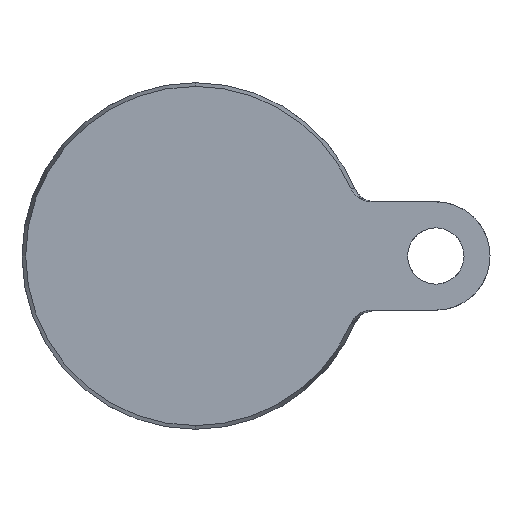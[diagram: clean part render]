
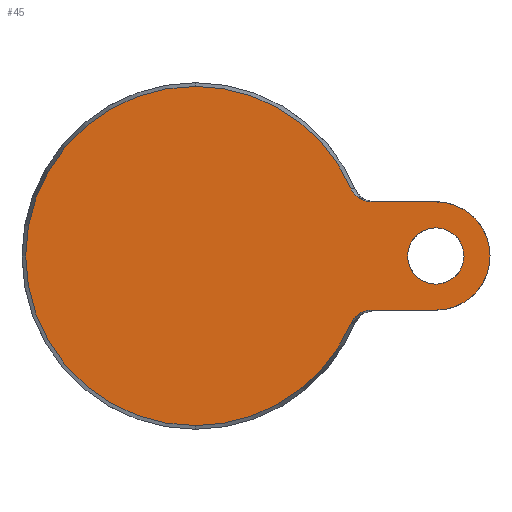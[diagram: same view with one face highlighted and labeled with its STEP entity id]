
A CAD part, front view. The second image highlights one B-rep face of the part: STEP entity #45.
In plain terms, the highlighted planar face has unit normal (0, -1, 0).
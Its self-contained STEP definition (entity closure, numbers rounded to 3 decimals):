
#8 = CARTESIAN_POINT ( 'NONE',  ( 55.5, 0., 12.5 ) ) ;
#20 = CARTESIAN_POINT ( 'NONE',  ( 36.381, 0., -14.668 ) ) ;
#39 = CARTESIAN_POINT ( 'NONE',  ( 38.891, 0., -12.781 ) ) ;
#43 = DIRECTION ( 'NONE',  ( 0., 0., 1. ) ) ;
#45 = ADVANCED_FACE ( 'NONE', ( #397, #520 ), #153, .F. ) ;
#60 = DIRECTION ( 'NONE',  ( 0., -1., 0. ) ) ;
#61 = AXIS2_PLACEMENT_3D ( 'NONE', #527, #696, #778 ) ;
#62 = CARTESIAN_POINT ( 'NONE',  ( 37.032, 0., 13.927 ) ) ;
#90 = VERTEX_POINT ( 'NONE', #330 ) ;
#93 = ORIENTED_EDGE ( 'NONE', *, *, #886, .T. ) ;
#107 = EDGE_CURVE ( 'NONE', #946, #131, #844, .T. ) ;
#131 = VERTEX_POINT ( 'NONE', #1053 ) ;
#134 = B_SPLINE_CURVE_WITH_KNOTS ( 'NONE', 3,
 ( #883, #719, #260, #628, #992, #997, #168, #541, #1065, #62, #433, #792, #1159, #706 ),
 .UNSPECIFIED., .F., .F.,
 ( 4, 2, 2, 2, 2, 2, 4 ),
 ( 0., 0.001, 0.002, 0.003, 0.004, 0.004, 0.006 ),
 .UNSPECIFIED. ) ;
#147 = DIRECTION ( 'NONE',  ( 0., 0., -1. ) ) ;
#153 = PLANE ( 'NONE',  #61 ) ;
#156 = CARTESIAN_POINT ( 'NONE',  ( 35.928, 0., 15.535 ) ) ;
#168 = CARTESIAN_POINT ( 'NONE',  ( 38.008, 0., 13.187 ) ) ;
#176 = ORIENTED_EDGE ( 'NONE', *, *, #797, .T. ) ;
#183 = DIRECTION ( 'NONE',  ( 0., 1., 0. ) ) ;
#213 = CARTESIAN_POINT ( 'NONE',  ( 38., 0., -13.192 ) ) ;
#216 = DIRECTION ( 'NONE',  ( 0., 0., -1. ) ) ;
#217 = VERTEX_POINT ( 'NONE', #566 ) ;
#221 = DIRECTION ( 'NONE',  ( 0., 0., -1. ) ) ;
#223 = ORIENTED_EDGE ( 'NONE', *, *, #705, .F. ) ;
#228 = CIRCLE ( 'NONE', #669, 6.5 ) ;
#233 = VERTEX_POINT ( 'NONE', #755 ) ;
#260 = CARTESIAN_POINT ( 'NONE',  ( 39.603, 0., 12.57 ) ) ;
#265 = CARTESIAN_POINT ( 'NONE',  ( 55.5, 0., -6.5 ) ) ;
#271 = AXIS2_PLACEMENT_3D ( 'NONE', #701, #439, #147 ) ;
#308 = CIRCLE ( 'NONE', #545, 39.143 ) ;
#311 = CARTESIAN_POINT ( 'NONE',  ( 37.591, 0., -13.458 ) ) ;
#323 = CARTESIAN_POINT ( 'NONE',  ( 37.031, 0., -13.929 ) ) ;
#330 = CARTESIAN_POINT ( 'NONE',  ( 55.5, 0., 6.5 ) ) ;
#336 = VERTEX_POINT ( 'NONE', #8 ) ;
#344 = DIRECTION ( 'NONE',  ( 0., 0., 1. ) ) ;
#365 = CIRCLE ( 'NONE', #525, 39.143 ) ;
#369 = LINE ( 'NONE', #736, #919 ) ;
#397 = FACE_OUTER_BOUND ( 'NONE', #1026, .T. ) ;
#403 = EDGE_CURVE ( 'NONE', #336, #233, #546, .T. ) ;
#411 = CARTESIAN_POINT ( 'NONE',  ( 38.663, 0., -12.866 ) ) ;
#417 = CARTESIAN_POINT ( 'NONE',  ( 35.928, 0., -15.535 ) ) ;
#419 = DIRECTION ( 'NONE',  ( 0., -1., 0. ) ) ;
#433 = CARTESIAN_POINT ( 'NONE',  ( 36.861, 0., 14.101 ) ) ;
#439 = DIRECTION ( 'NONE',  ( 0., -1., 0. ) ) ;
#441 = ORIENTED_EDGE ( 'NONE', *, *, #716, .T. ) ;
#459 = ORIENTED_EDGE ( 'NONE', *, *, #690, .F. ) ;
#462 = DIRECTION ( 'NONE',  ( 1., 0., 0. ) ) ;
#463 = VECTOR ( 'NONE', #462, 1000. ) ;
#469 = ORIENTED_EDGE ( 'NONE', *, *, #534, .T. ) ;
#480 = CARTESIAN_POINT ( 'NONE',  ( 55.5, 0., 0. ) ) ;
#499 = VERTEX_POINT ( 'NONE', #1179 ) ;
#520 = FACE_BOUND ( 'NONE', #845, .T. ) ;
#525 = AXIS2_PLACEMENT_3D ( 'NONE', #876, #419, #221 ) ;
#527 = CARTESIAN_POINT ( 'NONE',  ( -39.143, 0., 0. ) ) ;
#534 = EDGE_CURVE ( 'NONE', #90, #547, #228, .T. ) ;
#541 = CARTESIAN_POINT ( 'NONE',  ( 37.598, 0., 13.453 ) ) ;
#545 = AXIS2_PLACEMENT_3D ( 'NONE', #880, #60, #986 ) ;
#546 = CIRCLE ( 'NONE', #1130, 12.5 ) ;
#547 = VERTEX_POINT ( 'NONE', #265 ) ;
#566 = CARTESIAN_POINT ( 'NONE',  ( 0., 0., -39.143 ) ) ;
#567 = EDGE_CURVE ( 'NONE', #1012, #946, #134, .T. ) ;
#579 = CARTESIAN_POINT ( 'NONE',  ( 36.857, 0., -14.106 ) ) ;
#581 = ORIENTED_EDGE ( 'NONE', *, *, #567, .T. ) ;
#586 = CARTESIAN_POINT ( 'NONE',  ( 37.397, 0., -13.606 ) ) ;
#593 = ORIENTED_EDGE ( 'NONE', *, *, #1165, .T. ) ;
#607 = CARTESIAN_POINT ( 'NONE',  ( 55.5, 0., 0. ) ) ;
#628 = CARTESIAN_POINT ( 'NONE',  ( 38.897, 0., 12.778 ) ) ;
#644 = DIRECTION ( 'NONE',  ( -1., 0., 0. ) ) ;
#669 = AXIS2_PLACEMENT_3D ( 'NONE', #798, #1164, #344 ) ;
#689 = CARTESIAN_POINT ( 'NONE',  ( 38.218, 0., -13.072 ) ) ;
#690 = EDGE_CURVE ( 'NONE', #1012, #336, #914, .T. ) ;
#693 = CIRCLE ( 'NONE', #1034, 6.5 ) ;
#696 = DIRECTION ( 'NONE',  ( 0., 1., 0. ) ) ;
#701 = CARTESIAN_POINT ( 'NONE',  ( 0., 0., 0. ) ) ;
#705 = EDGE_CURVE ( 'NONE', #233, #499, #369, .T. ) ;
#706 = CARTESIAN_POINT ( 'NONE',  ( 35.928, 0., 15.535 ) ) ;
#716 = EDGE_CURVE ( 'NONE', #547, #90, #693, .T. ) ;
#719 = CARTESIAN_POINT ( 'NONE',  ( 40.085, 0., 12.5 ) ) ;
#736 = CARTESIAN_POINT ( 'NONE',  ( 15., 0., -12.5 ) ) ;
#755 = CARTESIAN_POINT ( 'NONE',  ( 55.5, 0., -12.5 ) ) ;
#772 = CARTESIAN_POINT ( 'NONE',  ( 40.579, 0., -12.5 ) ) ;
#778 = DIRECTION ( 'NONE',  ( 0., 0., 1. ) ) ;
#792 = CARTESIAN_POINT ( 'NONE',  ( 36.388, 0., 14.659 ) ) ;
#797 = EDGE_CURVE ( 'NONE', #217, #1180, #365, .T. ) ;
#798 = CARTESIAN_POINT ( 'NONE',  ( 55.5, 0., 0. ) ) ;
#816 = ORIENTED_EDGE ( 'NONE', *, *, #107, .T. ) ;
#844 = CIRCLE ( 'NONE', #271, 39.143 ) ;
#845 = EDGE_LOOP ( 'NONE', ( #441, #469 ) ) ;
#850 = CARTESIAN_POINT ( 'NONE',  ( 40.085, 0., -12.5 ) ) ;
#876 = CARTESIAN_POINT ( 'NONE',  ( 0., 0., 0. ) ) ;
#880 = CARTESIAN_POINT ( 'NONE',  ( 0., 0., 0. ) ) ;
#883 = CARTESIAN_POINT ( 'NONE',  ( 40.579, 0., 12.5 ) ) ;
#886 = EDGE_CURVE ( 'NONE', #131, #217, #308, .T. ) ;
#912 = CARTESIAN_POINT ( 'NONE',  ( 40.579, 0., 12.5 ) ) ;
#914 = LINE ( 'NONE', #1108, #463 ) ;
#919 = VECTOR ( 'NONE', #644, 1000. ) ;
#945 = B_SPLINE_CURVE_WITH_KNOTS ( 'NONE', 3,
 ( #1030, #1049, #20, #579, #323, #586, #311, #213, #689, #411, #39, #1140, #850, #772 ),
 .UNSPECIFIED., .F., .F.,
 ( 4, 2, 2, 2, 2, 2, 4 ),
 ( 0., 0.001, 0.002, 0.003, 0.004, 0.004, 0.006 ),
 .UNSPECIFIED. ) ;
#946 = VERTEX_POINT ( 'NONE', #156 ) ;
#986 = DIRECTION ( 'NONE',  ( 0., 0., -1. ) ) ;
#992 = CARTESIAN_POINT ( 'NONE',  ( 38.665, 0., 12.866 ) ) ;
#997 = CARTESIAN_POINT ( 'NONE',  ( 38.221, 0., 13.07 ) ) ;
#1012 = VERTEX_POINT ( 'NONE', #912 ) ;
#1026 = EDGE_LOOP ( 'NONE', ( #459, #581, #816, #93, #176, #593, #223, #1162 ) ) ;
#1030 = CARTESIAN_POINT ( 'NONE',  ( 35.928, 0., -15.535 ) ) ;
#1034 = AXIS2_PLACEMENT_3D ( 'NONE', #480, #183, #43 ) ;
#1049 = CARTESIAN_POINT ( 'NONE',  ( 36.124, 0., -15.081 ) ) ;
#1053 = CARTESIAN_POINT ( 'NONE',  ( 0., 0., 39.143 ) ) ;
#1065 = CARTESIAN_POINT ( 'NONE',  ( 37.4, 0., 13.603 ) ) ;
#1108 = CARTESIAN_POINT ( 'NONE',  ( 15., 0., 12.5 ) ) ;
#1129 = DIRECTION ( 'NONE',  ( 0., 1., 0. ) ) ;
#1130 = AXIS2_PLACEMENT_3D ( 'NONE', #607, #1129, #216 ) ;
#1140 = CARTESIAN_POINT ( 'NONE',  ( 39.592, 0., -12.572 ) ) ;
#1159 = CARTESIAN_POINT ( 'NONE',  ( 36.124, 0., 15.081 ) ) ;
#1162 = ORIENTED_EDGE ( 'NONE', *, *, #403, .F. ) ;
#1164 = DIRECTION ( 'NONE',  ( 0., 1., 0. ) ) ;
#1165 = EDGE_CURVE ( 'NONE', #1180, #499, #945, .T. ) ;
#1179 = CARTESIAN_POINT ( 'NONE',  ( 40.579, 0., -12.5 ) ) ;
#1180 = VERTEX_POINT ( 'NONE', #417 ) ;
